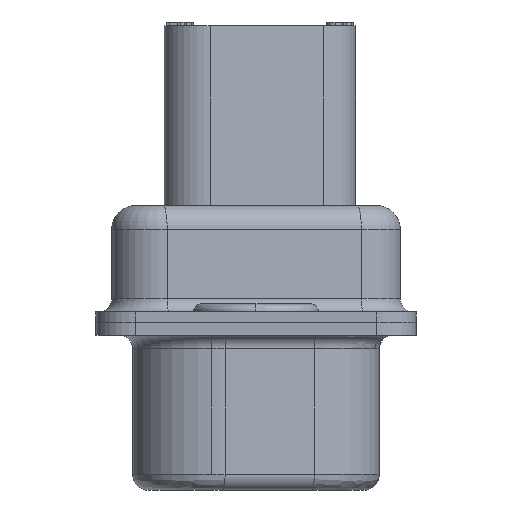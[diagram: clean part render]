
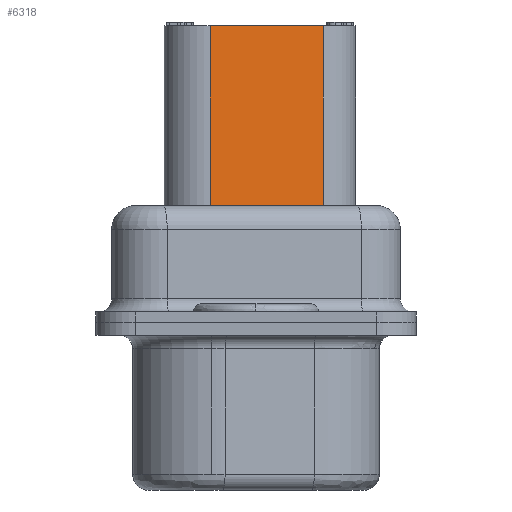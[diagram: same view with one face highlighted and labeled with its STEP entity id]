
A CAD part, left-side view. The second image highlights one B-rep face of the part: STEP entity #6318.
In plain terms, the highlighted planar face has unit normal (-0.985, -0.174, 0).
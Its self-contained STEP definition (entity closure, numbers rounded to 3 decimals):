
#701 = DIRECTION ( 'NONE',  ( -0.174, 0.985, 0. ) ) ;
#1764 = VERTEX_POINT ( 'NONE', #19835 ) ;
#1997 = ORIENTED_EDGE ( 'NONE', *, *, #3566, .F. ) ;
#2516 = DIRECTION ( 'NONE',  ( 0., 0., 1. ) ) ;
#3566 = EDGE_CURVE ( 'NONE', #1764, #5302, #19709, .T. ) ;
#3627 = CARTESIAN_POINT ( 'NONE',  ( -7.169, -2.41, 1.95 ) ) ;
#3880 = ORIENTED_EDGE ( 'NONE', *, *, #8882, .F. ) ;
#3960 = VECTOR ( 'NONE', #701, 1000. ) ;
#4242 = DIRECTION ( 'NONE',  ( -0.985, -0.174, 0. ) ) ;
#4296 = VECTOR ( 'NONE', #19653, 1000. ) ;
#4480 = LINE ( 'NONE', #23338, #4296 ) ;
#5302 = VERTEX_POINT ( 'NONE', #6285 ) ;
#5325 = VECTOR ( 'NONE', #2516, 1000. ) ;
#5413 = AXIS2_PLACEMENT_3D ( 'NONE', #19537, #4242, #10009 ) ;
#6285 = CARTESIAN_POINT ( 'NONE',  ( -7.927, 1.89, 9.2 ) ) ;
#6318 = ADVANCED_FACE ( 'NONE', ( #12872 ), #15122, .T. ) ;
#7744 = VERTEX_POINT ( 'NONE', #3627 ) ;
#8133 = EDGE_CURVE ( 'NONE', #20381, #5302, #4480, .T. ) ;
#8167 = CARTESIAN_POINT ( 'NONE',  ( -7.169, -2.41, 9.2 ) ) ;
#8882 = EDGE_CURVE ( 'NONE', #7744, #1764, #9715, .T. ) ;
#9715 = LINE ( 'NONE', #17650, #3960 ) ;
#10009 = DIRECTION ( 'NONE',  ( 0.174, -0.985, 0. ) ) ;
#10908 = VECTOR ( 'NONE', #21633, 1000. ) ;
#11862 = ORIENTED_EDGE ( 'NONE', *, *, #24292, .T. ) ;
#12614 = LINE ( 'NONE', #23959, #10908 ) ;
#12872 = FACE_OUTER_BOUND ( 'NONE', #15684, .T. ) ;
#15122 = PLANE ( 'NONE',  #5413 ) ;
#15684 = EDGE_LOOP ( 'NONE', ( #3880, #11862, #20038, #1997 ) ) ;
#17650 = CARTESIAN_POINT ( 'NONE',  ( -7.169, -2.41, 1.95 ) ) ;
#19537 = CARTESIAN_POINT ( 'NONE',  ( -7.169, -2.41, 1.95 ) ) ;
#19653 = DIRECTION ( 'NONE',  ( -0.174, 0.985, 0. ) ) ;
#19709 = LINE ( 'NONE', #23399, #5325 ) ;
#19835 = CARTESIAN_POINT ( 'NONE',  ( -7.927, 1.89, 1.95 ) ) ;
#20038 = ORIENTED_EDGE ( 'NONE', *, *, #8133, .T. ) ;
#20381 = VERTEX_POINT ( 'NONE', #8167 ) ;
#21633 = DIRECTION ( 'NONE',  ( 0., 0., 1. ) ) ;
#23338 = CARTESIAN_POINT ( 'NONE',  ( -7.169, -2.41, 9.2 ) ) ;
#23399 = CARTESIAN_POINT ( 'NONE',  ( -7.927, 1.89, 1.95 ) ) ;
#23959 = CARTESIAN_POINT ( 'NONE',  ( -7.169, -2.41, 1.95 ) ) ;
#24292 = EDGE_CURVE ( 'NONE', #7744, #20381, #12614, .T. ) ;
